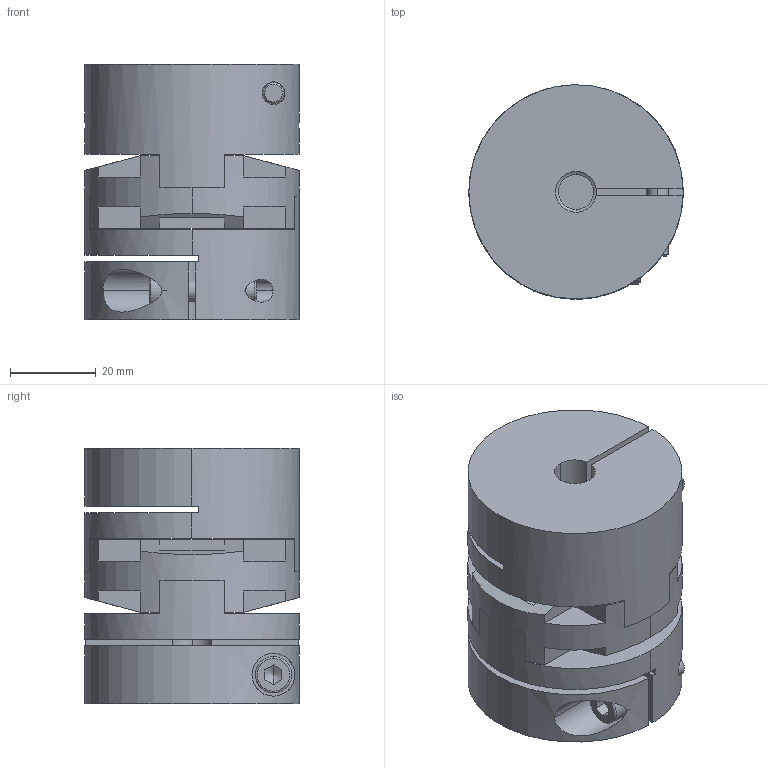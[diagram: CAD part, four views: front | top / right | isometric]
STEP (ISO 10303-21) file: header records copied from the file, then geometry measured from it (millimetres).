
FILE_DESCRIPTION(('STEP AP214'),'1');
FILE_NAME('me44-ox50g-9_53--ox50g-9_53--50d.stp','2019-08-20T10:25:59',('TraceParts'),('TraceParts S.A.'),'Spatial InterOp 3D',' ',' ');
FILE_SCHEMA(('AUTOMOTIVE_DESIGN { 1 0 10303 214 1 1 1 1 }'));
Length unit declared in the file: millimetre
Products named in the file (1): me44-ox50g-9_53--ox50g-9_53--50d_1
Bounding box: 50 x 50 x 59.6 mm (x, y, z)
Volume: 97680.2 mm3; surface area: 31706.4 mm2
Topology: 3 solids, 3 shells, 162 faces, 418 edges, 266 vertices
Faces by surface type: plane 104, cylinder 42, cone 12, torus 4
Entity records: 5742 total; most frequent: CARTESIAN_POINT 1241, DIRECTION 864, ORIENTED_EDGE 828, EDGE_CURVE 414, AXIS2_PLACEMENT_3D 305, VERTEX_POINT 266, LINE 254, VECTOR 254
